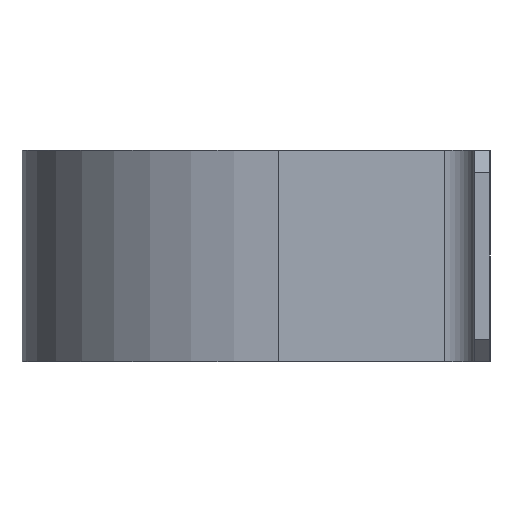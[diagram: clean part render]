
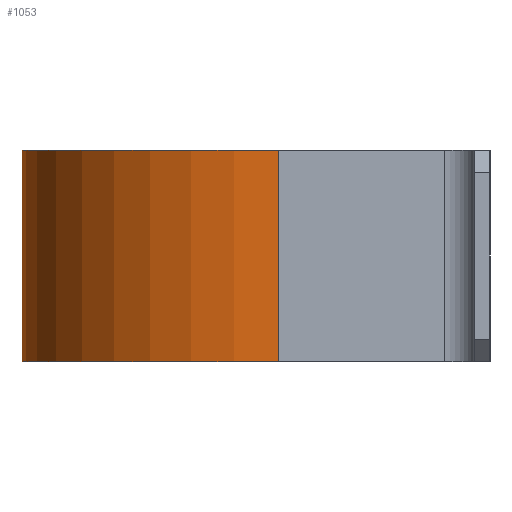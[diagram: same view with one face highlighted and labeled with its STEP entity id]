
A CAD part, left-side view. The second image highlights one B-rep face of the part: STEP entity #1053.
In plain terms, the highlighted cylindrical face has radius 17 mm (diameter 34 mm), a partial arc.
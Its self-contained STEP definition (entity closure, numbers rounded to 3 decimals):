
#3 = VECTOR ( 'NONE', #1013, 1000. ) ;
#42 = DIRECTION ( 'NONE',  ( 0., 0., -1. ) ) ;
#44 = CIRCLE ( 'NONE', #763, 17. ) ;
#179 = AXIS2_PLACEMENT_3D ( 'NONE', #246, #989, #345 ) ;
#242 = EDGE_CURVE ( 'NONE', #719, #456, #510, .T. ) ;
#246 = CARTESIAN_POINT ( 'NONE',  ( 0., 14., -7. ) ) ;
#259 = CARTESIAN_POINT ( 'NONE',  ( 0., 14., 7. ) ) ;
#277 = CARTESIAN_POINT ( 'NONE',  ( -17., 14., 7. ) ) ;
#333 = VERTEX_POINT ( 'NONE', #277 ) ;
#345 = DIRECTION ( 'NONE',  ( 1., 0., 0. ) ) ;
#346 = DIRECTION ( 'NONE',  ( 0., 0., -1. ) ) ;
#355 = CIRCLE ( 'NONE', #179, 17. ) ;
#356 = VECTOR ( 'NONE', #346, 1000. ) ;
#417 = EDGE_CURVE ( 'NONE', #333, #719, #44, .T. ) ;
#426 = CARTESIAN_POINT ( 'NONE',  ( 17., 14., -7. ) ) ;
#456 = VERTEX_POINT ( 'NONE', #426 ) ;
#508 = CYLINDRICAL_SURFACE ( 'NONE', #697, 17. ) ;
#509 = LINE ( 'NONE', #1193, #3 ) ;
#510 = LINE ( 'NONE', #534, #356 ) ;
#534 = CARTESIAN_POINT ( 'NONE',  ( 17., 14., 7. ) ) ;
#540 = FACE_OUTER_BOUND ( 'NONE', #1050, .T. ) ;
#574 = EDGE_CURVE ( 'NONE', #777, #456, #355, .T. ) ;
#607 = CARTESIAN_POINT ( 'NONE',  ( 0., 14., 7. ) ) ;
#619 = DIRECTION ( 'NONE',  ( 0., 0., -1. ) ) ;
#671 = EDGE_CURVE ( 'NONE', #333, #777, #509, .T. ) ;
#697 = AXIS2_PLACEMENT_3D ( 'NONE', #607, #42, #1150 ) ;
#719 = VERTEX_POINT ( 'NONE', #935 ) ;
#763 = AXIS2_PLACEMENT_3D ( 'NONE', #259, #619, #812 ) ;
#777 = VERTEX_POINT ( 'NONE', #1027 ) ;
#785 = ORIENTED_EDGE ( 'NONE', *, *, #574, .F. ) ;
#812 = DIRECTION ( 'NONE',  ( 1., 0., 0. ) ) ;
#830 = ORIENTED_EDGE ( 'NONE', *, *, #671, .F. ) ;
#935 = CARTESIAN_POINT ( 'NONE',  ( 17., 14., 7. ) ) ;
#958 = ORIENTED_EDGE ( 'NONE', *, *, #417, .T. ) ;
#989 = DIRECTION ( 'NONE',  ( 0., 0., -1. ) ) ;
#1013 = DIRECTION ( 'NONE',  ( 0., 0., -1. ) ) ;
#1027 = CARTESIAN_POINT ( 'NONE',  ( -17., 14., -7. ) ) ;
#1050 = EDGE_LOOP ( 'NONE', ( #785, #830, #958, #1099 ) ) ;
#1053 = ADVANCED_FACE ( 'NONE', ( #540 ), #508, .T. ) ;
#1099 = ORIENTED_EDGE ( 'NONE', *, *, #242, .T. ) ;
#1150 = DIRECTION ( 'NONE',  ( -1., 0., 0. ) ) ;
#1193 = CARTESIAN_POINT ( 'NONE',  ( -17., 14., 7. ) ) ;
